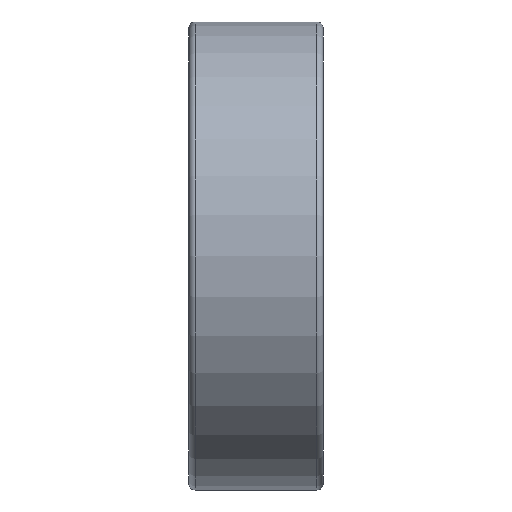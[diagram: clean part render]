
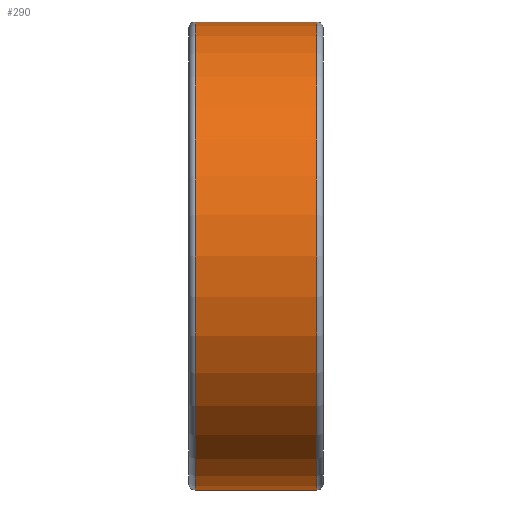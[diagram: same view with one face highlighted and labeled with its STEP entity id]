
A CAD part, front view. The second image highlights one B-rep face of the part: STEP entity #290.
In plain terms, the highlighted cylindrical face has radius 40 mm (diameter 80 mm), a full revolution.
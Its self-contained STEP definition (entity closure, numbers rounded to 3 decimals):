
#79=CYLINDRICAL_SURFACE('',#367,40.);
#119=ORIENTED_EDGE('',*,*,#134,.T.);
#120=ORIENTED_EDGE('',*,*,#142,.F.);
#134=EDGE_CURVE('',#154,#154,#174,.T.);
#142=EDGE_CURVE('',#162,#162,#182,.T.);
#154=VERTEX_POINT('',#522);
#162=VERTEX_POINT('',#546);
#174=CIRCLE('',#350,40.);
#182=CIRCLE('',#366,40.);
#219=EDGE_LOOP('',(#119));
#220=EDGE_LOOP('',(#120));
#259=FACE_BOUND('',#219,.T.);
#260=FACE_BOUND('',#220,.T.);
#290=ADVANCED_FACE('',(#259,#260),#79,.T.);
#350=AXIS2_PLACEMENT_3D('',#521,#424,#425);
#366=AXIS2_PLACEMENT_3D('',#545,#456,#457);
#367=AXIS2_PLACEMENT_3D('',#547,#458,#459);
#424=DIRECTION('',(1.,0.,0.));
#425=DIRECTION('',(0.,0.,-1.));
#456=DIRECTION('',(1.,0.,0.));
#457=DIRECTION('',(0.,0.,-1.));
#458=DIRECTION('',(1.,0.,0.));
#459=DIRECTION('',(0.,0.,-1.));
#521=CARTESIAN_POINT('',(1.1,0.,0.));
#522=CARTESIAN_POINT('',(1.1,0.,-40.));
#545=CARTESIAN_POINT('',(21.9,0.,0.));
#546=CARTESIAN_POINT('',(21.9,0.,-40.));
#547=CARTESIAN_POINT('',(23.,0.,0.));
